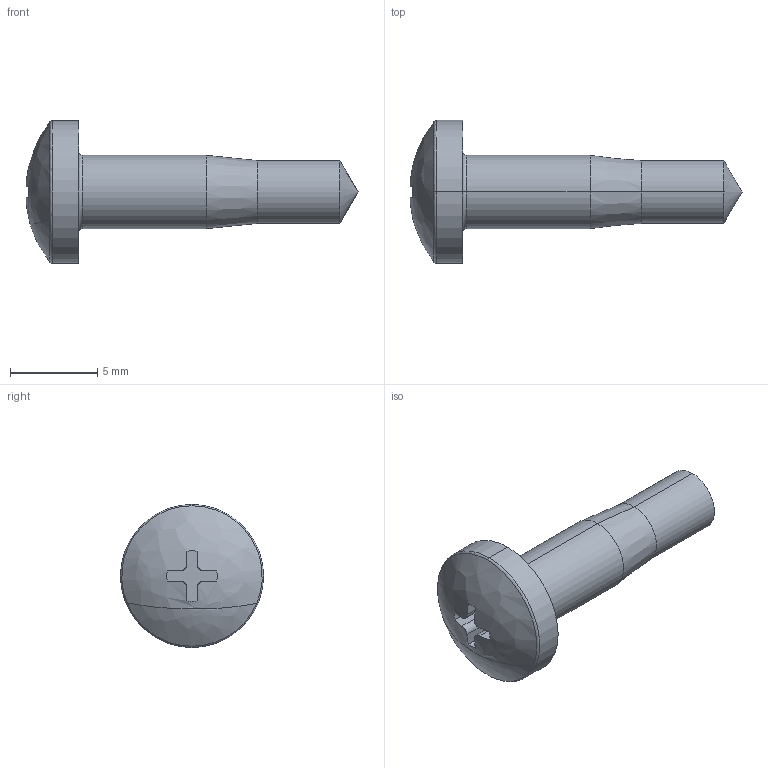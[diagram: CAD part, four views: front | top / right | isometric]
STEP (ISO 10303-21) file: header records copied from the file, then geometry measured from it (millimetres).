
FILE_DESCRIPTION (( 'STEP AP214' ), '1' );
FILE_NAME ('6049250.stp', '2016-09-19T11:49:02', ( '' ), ( '' ), 'SwSTEP 2.0', 'SolidWorks 2014', '' );
FILE_SCHEMA (( 'AUTOMOTIVE_DESIGN' ));
Length unit declared in the file: millimetre
Products named in the file (1): 6049250
Bounding box: 19.02 x 8.2 x 8.2 mm (x, y, z)
Volume: 307.4 mm3; surface area: 351.8 mm2
Topology: 1 solids, 1 shells, 35 faces, 89 edges, 54 vertices
Faces by surface type: cylinder 15, plane 10, bspline 6, cone 4
Entity records: 1222 total; most frequent: CARTESIAN_POINT 384, ORIENTED_EDGE 170, DIRECTION 167, EDGE_CURVE 85, AXIS2_PLACEMENT_3D 66, VERTEX_POINT 54, EDGE_LOOP 37, CIRCLE 36
